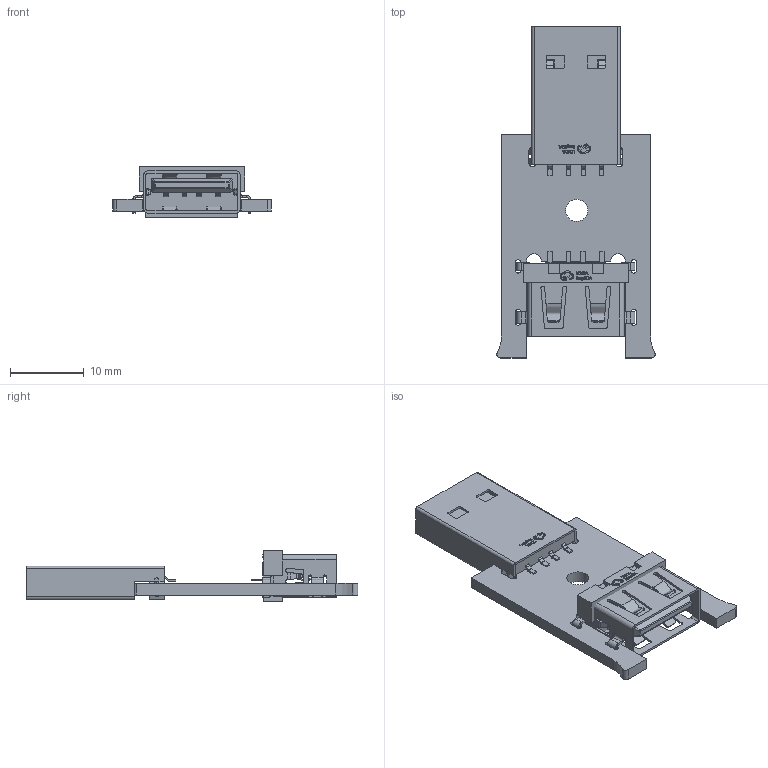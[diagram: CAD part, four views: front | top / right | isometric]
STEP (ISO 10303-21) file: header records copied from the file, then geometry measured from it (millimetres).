
FILE_DESCRIPTION(('KiCad electronic assembly'),'2;1');
FILE_NAME('usb-ext.step','2025-02-12T03:12:36',('Pcbnew'),('Kicad'), 'Open CASCADE STEP processor 7.8','KiCad to STEP converter','Unknown' );
FILE_SCHEMA(('AUTOMOTIVE_DESIGN { 1 0 10303 214 1 1 1 1 }'));
Length unit declared in the file: millimetre
Products named in the file (6): usb-ext 1; USB-SMD_AM180CB; USB-A-SMD_4P-L13.1-W10.0-H5.7-LS15.7; _autosave-usb-ext_PCB
Assembly tree (5 placements, depth 3):
  usb-ext 1
    USB-SMD_AM180CB
      USB-SMD_AM180CB
    USB-A-SMD_4P-L13.1-W10.0-H5.7-LS15.7
      USB-A-SMD_4P-L13.1-W10.0-H5.7-LS15.7
    _autosave-usb-ext_PCB
Bounding box: 21.45 x 45 x 6.88 mm (x, y, z)
Volume: 1794.6 mm3; surface area: 4103.9 mm2
Topology: 18 solids, 18 shells, 1392 faces, 3749 edges, 2424 vertices
Faces by surface type: plane 877, cylinder 275, bspline 232, cone 4, sphere 4
Full cylindrical faces by diameter (mm): 1.6 x2, 3 x1
Entity records: 55445 total; most frequent: CARTESIAN_POINT 12609, ORIENTED_EDGE 7490, DIRECTION 6045, EDGE_CURVE 3745, LINE 2709, VECTOR 2709, VERTEX_POINT 2424, AXIS2_PLACEMENT_3D 1668
